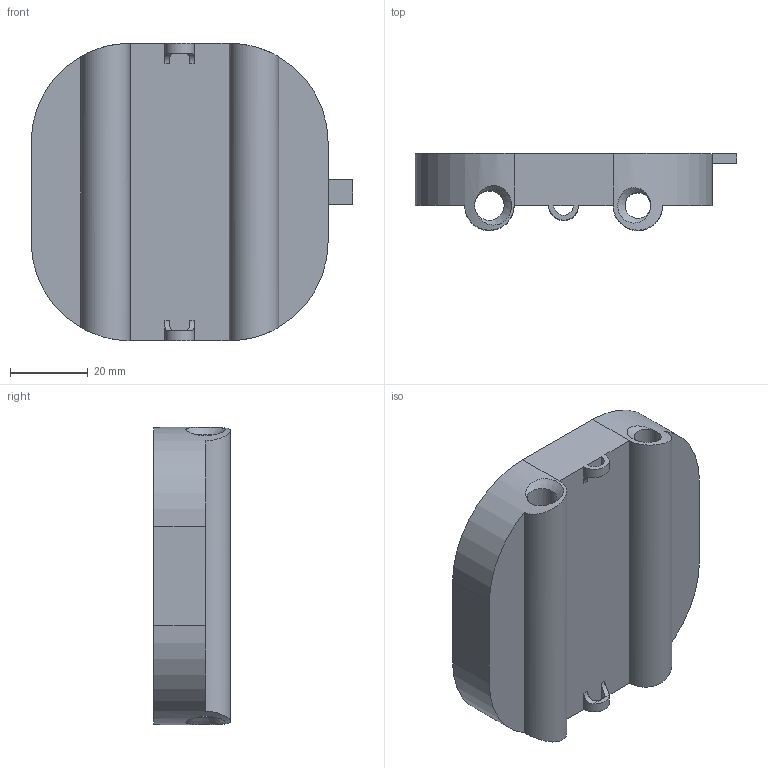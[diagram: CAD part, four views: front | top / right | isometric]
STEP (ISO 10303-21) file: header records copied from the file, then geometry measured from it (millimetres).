
FILE_DESCRIPTION(/* description */ (''),/* implementation_level */ '2;1');
FILE_NAME(/* name */ 'cart.stp',/* time_stamp */ '2024-03-23T14:50:16-04:00',/* author */ (''),/* organization */ (''),/* preprocessor_version */ 'ST-DEVELOPER v18.1',/* originating_system */ 'SIEMENS PLM Software NX 1980',/* authorisation */ '');
FILE_SCHEMA (('AP203_CONFIGURATION_CONTROLLED_3D_DESIGN_OF_MECHANICAL_PARTS_AND_ASSEMBLIES_MIM_LF { 1 0 10303 403 2 1 2}'));
Length unit declared in the file: inch
Products named in the file (1): cart
Bounding box: 82.55 x 19.68 x 76.2 mm (x, y, z)
Volume: 44988 mm3; surface area: 20213.2 mm2
Topology: 1 solids, 1 shells, 43 faces, 116 edges, 74 vertices
Faces by surface type: cylinder 20, plane 19, cone 4
Full cylindrical faces by diameter (mm): 6.604 x1, 7.62 x1
Entity records: 1910 total; most frequent: CARTESIAN_POINT 760, ORIENTED_EDGE 228, DIRECTION 208, EDGE_CURVE 114, VERTEX_POINT 74, AXIS2_PLACEMENT_3D 70, LINE 68, VECTOR 68
